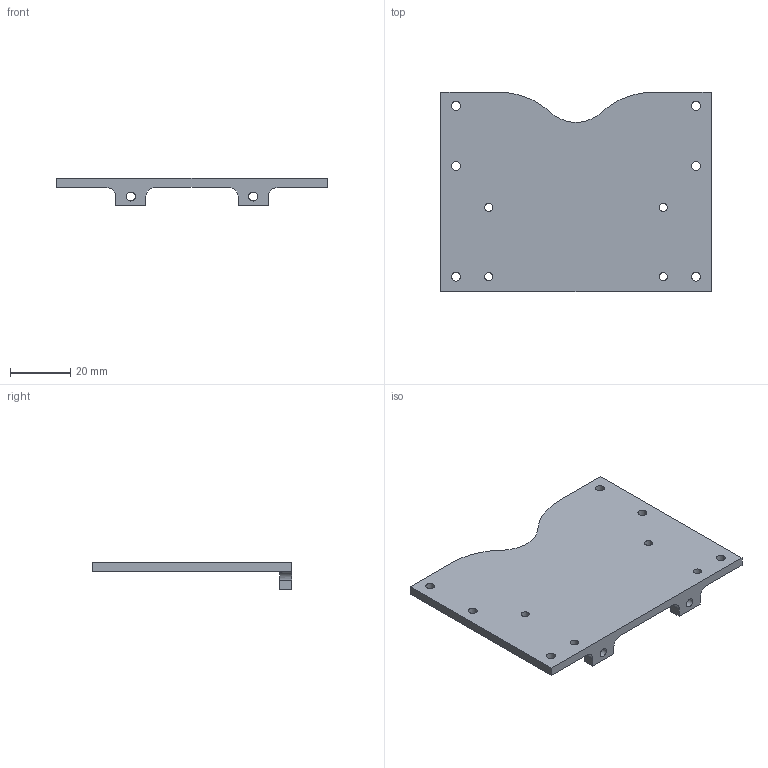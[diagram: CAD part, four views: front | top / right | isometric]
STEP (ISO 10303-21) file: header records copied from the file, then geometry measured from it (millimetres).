
FILE_DESCRIPTION(/* description */ ('STEP AP242','CAx-IF Rec.Pracs.---Representation and Presentation of Product Manufacturing Information (PMI)---4.0---2014-10-13','CAx-IF Rec.Pracs.---3D Tessellated Geometry---0.4---2014-09-14','2;1'),/* implementation_level */ '2;1');
FILE_NAME(/* name */ 'Robot - Back Base',/* time_stamp */ '2025-03-10T06:28:50Z',/* author */ (''),/* organization */ (''),/* preprocessor_version */ 'ST-DEVELOPER v20',/* originating_system */ 'ONSHAPE BY PTC INC, 1.194',/* authorisation */ ' ');
FILE_SCHEMA (('AP242_MANAGED_MODEL_BASED_3D_ENGINEERING_MIM_LF { 1 0 10303 442 1 1 4 }'));
Length unit declared in the file: metre
Products named in the file (1): Back Base
Bounding box: 89.8 x 66.3 x 9 mm (x, y, z)
Volume: 17449.7 mm3; surface area: 12931.9 mm2
Topology: 1 solids, 1 shells, 36 faces, 110 edges, 76 vertices
Faces by surface type: cylinder 21, plane 15
Full cylindrical faces by diameter (mm): 2.7 x4, 3 x8
Entity records: 1198 total; most frequent: DIRECTION 202, CARTESIAN_POINT 201, ORIENTED_EDGE 180, EDGE_CURVE 90, AXIS2_PLACEMENT_3D 77, EDGE_LOOP 72, FACE_BOUND 72, VERTEX_POINT 68
